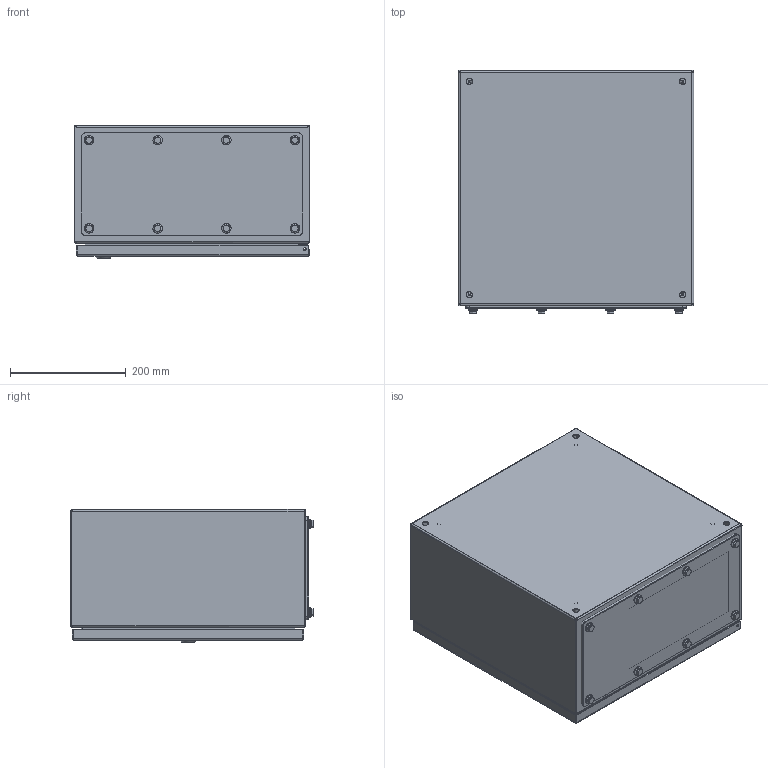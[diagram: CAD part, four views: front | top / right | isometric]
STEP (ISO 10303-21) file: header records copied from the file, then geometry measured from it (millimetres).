
FILE_DESCRIPTION (( 'STEP AP214' ), '1' );
FILE_NAME ('N412161608CGP.STEP', '2020-05-20T13:41:52', ( '' ), ( '' ), 'SwSTEP 2.0', 'SolidWorks 2019', '' );
FILE_SCHEMA (( 'AUTOMOTIVE_DESIGN' ));
Length unit declared in the file: inch
Products named in the file (1): N412161608CGP
Bounding box: 406.4 x 419.6 x 229.71 mm (x, y, z)
Volume: 1764751.7 mm3; surface area: 1703729.7 mm2
Topology: 71 solids, 71 shells, 2035 faces, 4761 edges, 2887 vertices
Faces by surface type: plane 794, cylinder 624, cone 365, bspline 212, torus 40
Full cylindrical faces by diameter (mm): 2.362 x4, 3.317 x68, 3.5 x4, 3.962 x2, 4.064 x8, 4.166 x68, 4.25 x4, 4.572 x6, 4.775 x6, 5 x1, 5.359 x8, 5.969 x8, 6 x1, 6.35 x18, 6.502 x4, 6.985 x8, 7.137 x24, 7.366 x8, 8.128 x4, 8.382 x8, 8.56 x2, 8.89 x6, 9.144 x4, 9.9 x1, 10 x2, 10.2 x1, 11.05 x1, 11.112 x4, 11.125 x8, 12.8 x1
Entity records: 92098 total; most frequent: CARTESIAN_POINT 23667, DIRECTION 8113, ORIENTED_EDGE 7830, EDGE_CURVE 3915, AXIS2_PLACEMENT_3D 3210, EDGE_LOOP 2831, VERTEX_POINT 2640, FACE_OUTER_BOUND 2393
